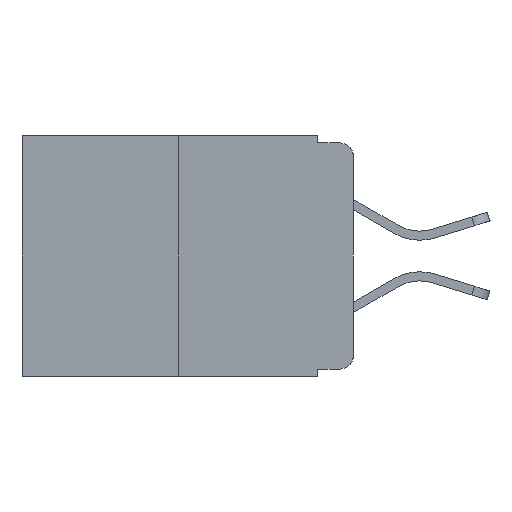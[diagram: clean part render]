
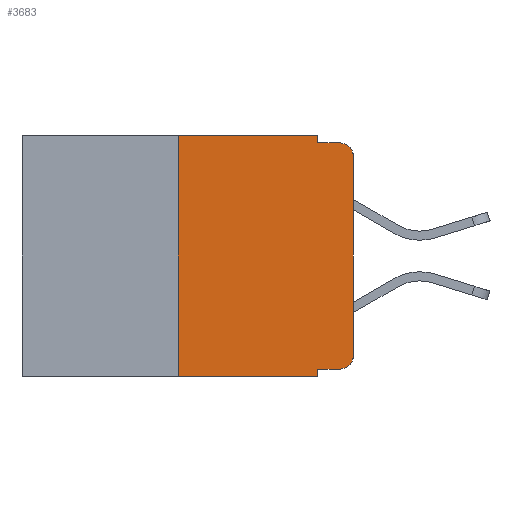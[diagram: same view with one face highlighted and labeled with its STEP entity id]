
A CAD part, left-side view. The second image highlights one B-rep face of the part: STEP entity #3683.
In plain terms, the highlighted planar face has unit normal (-1, 0, 0).
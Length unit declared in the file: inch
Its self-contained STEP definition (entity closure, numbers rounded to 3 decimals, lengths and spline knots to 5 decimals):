
#87 = CARTESIAN_POINT ( 'NONE',  ( 0., 0.473, 0. ) ) ;
#351 = ORIENTED_EDGE ( 'NONE', *, *, #1538, .F. ) ;
#526 = DIRECTION ( 'NONE',  ( 0., 0., -1. ) ) ;
#549 = ORIENTED_EDGE ( 'NONE', *, *, #2692, .T. ) ;
#642 = CARTESIAN_POINT ( 'NONE',  ( 0., 0.051, 0. ) ) ;
#735 = CARTESIAN_POINT ( 'NONE',  ( 0., 0., -0.03 ) ) ;
#1184 = ORIENTED_EDGE ( 'NONE', *, *, #3486, .T. ) ;
#1206 = CIRCLE ( 'NONE', #9313, 0.02 ) ;
#1399 = ORIENTED_EDGE ( 'NONE', *, *, #10444, .F. ) ;
#1511 = CARTESIAN_POINT ( 'NONE',  ( 0., 0.051, -0.343 ) ) ;
#1538 = EDGE_CURVE ( 'NONE', #7483, #7812, #9098, .T. ) ;
#1561 = VECTOR ( 'NONE', #526, 39.37008 ) ;
#1861 = EDGE_CURVE ( 'NONE', #8608, #6123, #5948, .T. ) ;
#1947 = CARTESIAN_POINT ( 'NONE',  ( 0., 0.02, -0.313 ) ) ;
#2230 = ORIENTED_EDGE ( 'NONE', *, *, #1861, .T. ) ;
#2638 = CARTESIAN_POINT ( 'NONE',  ( 0., 0.02, -0.03 ) ) ;
#2692 = EDGE_CURVE ( 'NONE', #3384, #7812, #5086, .T. ) ;
#2882 = DIRECTION ( 'NONE',  ( 0., 0., 1. ) ) ;
#3079 = CARTESIAN_POINT ( 'NONE',  ( 0., 0.25, -0.343 ) ) ;
#3384 = VERTEX_POINT ( 'NONE', #3079 ) ;
#3486 = EDGE_CURVE ( 'NONE', #8182, #8608, #1206, .T. ) ;
#3517 = CARTESIAN_POINT ( 'NONE',  ( 0., 0.473, -0.343 ) ) ;
#3545 = DIRECTION ( 'NONE',  ( 0., 0., -1. ) ) ;
#3578 = FACE_OUTER_BOUND ( 'NONE', #5145, .T. ) ;
#3626 = VERTEX_POINT ( 'NONE', #11537 ) ;
#3683 = ADVANCED_FACE ( 'NONE', ( #3578 ), #8565, .F. ) ;
#3758 = EDGE_CURVE ( 'NONE', #7499, #6911, #7287, .T. ) ;
#3896 = CARTESIAN_POINT ( 'NONE',  ( 0., 0.051, -0.333 ) ) ;
#4018 = CARTESIAN_POINT ( 'NONE',  ( 0., 0.051, -0.01 ) ) ;
#4044 = DIRECTION ( 'NONE',  ( 0., 0., -1. ) ) ;
#4347 = DIRECTION ( 'NONE',  ( 0., 0., 1. ) ) ;
#4766 = DIRECTION ( 'NONE',  ( 0., -1., 0. ) ) ;
#4905 = CARTESIAN_POINT ( 'NONE',  ( 0., 0.051, 0. ) ) ;
#5086 = LINE ( 'NONE', #3517, #11721 ) ;
#5145 = EDGE_LOOP ( 'NONE', ( #2230, #8179, #7347, #6964, #6503, #1399, #549, #351, #5844, #1184 ) ) ;
#5346 = LINE ( 'NONE', #5947, #7457 ) ;
#5348 = DIRECTION ( 'NONE',  ( -1., 0., 0. ) ) ;
#5404 = LINE ( 'NONE', #11096, #7771 ) ;
#5844 = ORIENTED_EDGE ( 'NONE', *, *, #9884, .T. ) ;
#5947 = CARTESIAN_POINT ( 'NONE',  ( 0., 0.051, -0.333 ) ) ;
#5948 = LINE ( 'NONE', #7739, #10259 ) ;
#5975 = LINE ( 'NONE', #87, #10285 ) ;
#6123 = VERTEX_POINT ( 'NONE', #735 ) ;
#6253 = EDGE_CURVE ( 'NONE', #6911, #9768, #5404, .T. ) ;
#6503 = ORIENTED_EDGE ( 'NONE', *, *, #8237, .F. ) ;
#6808 = DIRECTION ( 'NONE',  ( 0., -1., 0. ) ) ;
#6911 = VERTEX_POINT ( 'NONE', #4018 ) ;
#6964 = ORIENTED_EDGE ( 'NONE', *, *, #3758, .F. ) ;
#7185 = CIRCLE ( 'NONE', #8164, 0.02 ) ;
#7287 = LINE ( 'NONE', #9285, #9334 ) ;
#7347 = ORIENTED_EDGE ( 'NONE', *, *, #6253, .F. ) ;
#7353 = AXIS2_PLACEMENT_3D ( 'NONE', #9910, #10291, #10214 ) ;
#7457 = VECTOR ( 'NONE', #6808, 39.37008 ) ;
#7483 = VERTEX_POINT ( 'NONE', #3896 ) ;
#7499 = VERTEX_POINT ( 'NONE', #4905 ) ;
#7714 = LINE ( 'NONE', #10009, #11701 ) ;
#7739 = CARTESIAN_POINT ( 'NONE',  ( 0., 0., 0. ) ) ;
#7771 = VECTOR ( 'NONE', #4766, 39.37008 ) ;
#7812 = VERTEX_POINT ( 'NONE', #1511 ) ;
#8080 = CARTESIAN_POINT ( 'NONE',  ( 0., 0., -0.313 ) ) ;
#8164 = AXIS2_PLACEMENT_3D ( 'NONE', #2638, #8933, #3545 ) ;
#8179 = ORIENTED_EDGE ( 'NONE', *, *, #9416, .T. ) ;
#8182 = VERTEX_POINT ( 'NONE', #11032 ) ;
#8237 = EDGE_CURVE ( 'NONE', #3626, #7499, #5975, .T. ) ;
#8418 = DIRECTION ( 'NONE',  ( 0., -1., 0. ) ) ;
#8565 = PLANE ( 'NONE',  #7353 ) ;
#8581 = DIRECTION ( 'NONE',  ( 0., -1., 0. ) ) ;
#8608 = VERTEX_POINT ( 'NONE', #8080 ) ;
#8933 = DIRECTION ( 'NONE',  ( -1., 0., 0. ) ) ;
#9098 = LINE ( 'NONE', #642, #1561 ) ;
#9285 = CARTESIAN_POINT ( 'NONE',  ( 0., 0.051, 0. ) ) ;
#9306 = CARTESIAN_POINT ( 'NONE',  ( 0., 0.02, -0.01 ) ) ;
#9313 = AXIS2_PLACEMENT_3D ( 'NONE', #1947, #5348, #4044 ) ;
#9334 = VECTOR ( 'NONE', #9944, 39.37008 ) ;
#9416 = EDGE_CURVE ( 'NONE', #6123, #9768, #7185, .T. ) ;
#9768 = VERTEX_POINT ( 'NONE', #9306 ) ;
#9884 = EDGE_CURVE ( 'NONE', #7483, #8182, #5346, .T. ) ;
#9910 = CARTESIAN_POINT ( 'NONE',  ( 0., 0.473, 0. ) ) ;
#9944 = DIRECTION ( 'NONE',  ( 0., 0., -1. ) ) ;
#10009 = CARTESIAN_POINT ( 'NONE',  ( 0., 0.25, 0. ) ) ;
#10214 = DIRECTION ( 'NONE',  ( 0., 0., -1. ) ) ;
#10259 = VECTOR ( 'NONE', #4347, 39.37008 ) ;
#10285 = VECTOR ( 'NONE', #8581, 39.37008 ) ;
#10291 = DIRECTION ( 'NONE',  ( 1., 0., 0. ) ) ;
#10444 = EDGE_CURVE ( 'NONE', #3384, #3626, #7714, .T. ) ;
#11032 = CARTESIAN_POINT ( 'NONE',  ( 0., 0.02, -0.333 ) ) ;
#11096 = CARTESIAN_POINT ( 'NONE',  ( 0., 0.051, -0.01 ) ) ;
#11537 = CARTESIAN_POINT ( 'NONE',  ( 0., 0.25, 0. ) ) ;
#11701 = VECTOR ( 'NONE', #2882, 39.37008 ) ;
#11721 = VECTOR ( 'NONE', #8418, 39.37008 ) ;
